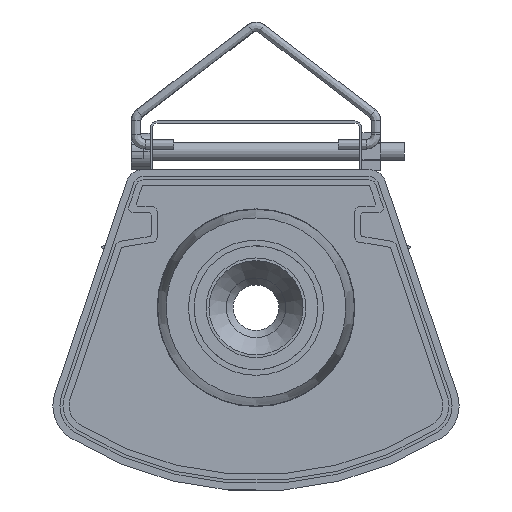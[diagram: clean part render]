
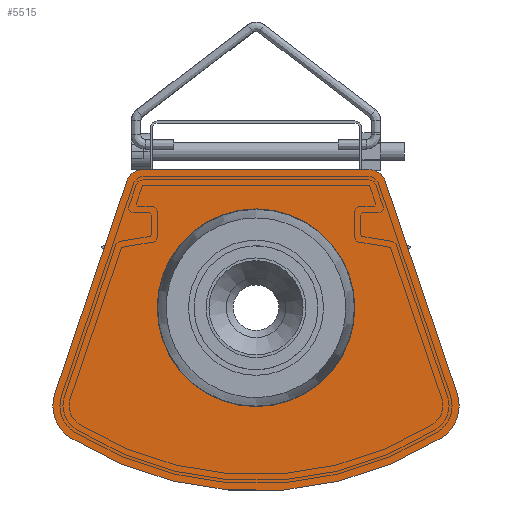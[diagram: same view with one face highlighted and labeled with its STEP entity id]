
A CAD part, front view. The second image highlights one B-rep face of the part: STEP entity #5515.
In plain terms, the highlighted planar face has unit normal (0, -1, 0).
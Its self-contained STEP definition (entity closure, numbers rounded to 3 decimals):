
#98 = EDGE_CURVE ( 'NONE', #14836, #9938, #11741, .T. ) ;
#263 = CARTESIAN_POINT ( 'NONE',  ( -39.305, -747.5, -67.419 ) ) ;
#430 = DIRECTION ( 'NONE',  ( 0., -1., 0. ) ) ;
#602 = EDGE_LOOP ( 'NONE', ( #12248 ) ) ;
#684 = AXIS2_PLACEMENT_3D ( 'NONE', #15169, #3438, #3962 ) ;
#983 = AXIS2_PLACEMENT_3D ( 'NONE', #14991, #2266, #14060 ) ;
#1197 = VERTEX_POINT ( 'NONE', #5565 ) ;
#1404 = CARTESIAN_POINT ( 'NONE',  ( 27.456, -747.5, -12.829 ) ) ;
#1647 = CARTESIAN_POINT ( 'NONE',  ( -24., -747.5, -10.351 ) ) ;
#1677 = EDGE_CURVE ( 'NONE', #10007, #11989, #5483, .T. ) ;
#2266 = DIRECTION ( 'NONE',  ( 0., -1., 0. ) ) ;
#2374 = EDGE_LOOP ( 'NONE', ( #6434, #3200, #9281, #2479, #5340, #12687, #6508, #7092 ) ) ;
#2479 = ORIENTED_EDGE ( 'NONE', *, *, #3373, .T. ) ;
#2529 = CIRCLE ( 'NONE', #10663, 8.149 ) ;
#2733 = DIRECTION ( 'NONE',  ( 0., -1., 0. ) ) ;
#2898 = CARTESIAN_POINT ( 'NONE',  ( 24., -747.5, -14. ) ) ;
#2905 = EDGE_CURVE ( 'NONE', #8823, #1197, #11936, .T. ) ;
#3100 = DIRECTION ( 'NONE',  ( 0., -1., 0. ) ) ;
#3200 = ORIENTED_EDGE ( 'NONE', *, *, #13071, .T. ) ;
#3373 = EDGE_CURVE ( 'NONE', #11989, #6249, #8265, .T. ) ;
#3438 = DIRECTION ( 'NONE',  ( 0., -1., 0. ) ) ;
#3449 = CARTESIAN_POINT ( 'NONE',  ( 0., -747.5, -12.5 ) ) ;
#3514 = CIRCLE ( 'NONE', #7929, 3.649 ) ;
#3962 = DIRECTION ( 'NONE',  ( 0., 0., 1. ) ) ;
#3993 = CIRCLE ( 'NONE', #6934, 20.999 ) ;
#4153 = CARTESIAN_POINT ( 'NONE',  ( -42.718, -747.5, -57.886 ) ) ;
#4314 = DIRECTION ( 'NONE',  ( 1., 0., 0. ) ) ;
#4918 = DIRECTION ( 'NONE',  ( -0.321, 0., 0.947 ) ) ;
#4940 = CARTESIAN_POINT ( 'NONE',  ( 39.305, -747.5, -67.419 ) ) ;
#4992 = EDGE_CURVE ( 'NONE', #1197, #5173, #3514, .T. ) ;
#5173 = VERTEX_POINT ( 'NONE', #5675 ) ;
#5340 = ORIENTED_EDGE ( 'NONE', *, *, #7617, .T. ) ;
#5344 = DIRECTION ( 'NONE',  ( 0., 0., 1. ) ) ;
#5436 = CARTESIAN_POINT ( 'NONE',  ( 42.718, -747.5, -57.886 ) ) ;
#5483 = CIRCLE ( 'NONE', #7432, 3.649 ) ;
#5515 = ADVANCED_FACE ( 'NONE', ( #10152, #10476 ), #10236, .F. ) ;
#5565 = CARTESIAN_POINT ( 'NONE',  ( 27.456, -747.5, -12.829 ) ) ;
#5675 = CARTESIAN_POINT ( 'NONE',  ( 24., -747.5, -10.351 ) ) ;
#5971 = DIRECTION ( 'NONE',  ( -0.321, 0., -0.947 ) ) ;
#5983 = DIRECTION ( 'NONE',  ( 0., 1., 0. ) ) ;
#6249 = VERTEX_POINT ( 'NONE', #4153 ) ;
#6434 = ORIENTED_EDGE ( 'NONE', *, *, #4992, .T. ) ;
#6508 = ORIENTED_EDGE ( 'NONE', *, *, #10911, .T. ) ;
#6671 = CARTESIAN_POINT ( 'NONE',  ( 0., -747.5, -18.701 ) ) ;
#6775 = VECTOR ( 'NONE', #5971, 1000. ) ;
#6934 = AXIS2_PLACEMENT_3D ( 'NONE', #7345, #5983, #13147 ) ;
#7085 = LINE ( 'NONE', #13312, #10974 ) ;
#7092 = ORIENTED_EDGE ( 'NONE', *, *, #2905, .T. ) ;
#7345 = CARTESIAN_POINT ( 'NONE',  ( 0., -747.5, -39.7 ) ) ;
#7432 = AXIS2_PLACEMENT_3D ( 'NONE', #12341, #430, #5344 ) ;
#7455 = AXIS2_PLACEMENT_3D ( 'NONE', #3449, #12781, #4314 ) ;
#7546 = CARTESIAN_POINT ( 'NONE',  ( -27.456, -747.5, -12.829 ) ) ;
#7617 = EDGE_CURVE ( 'NONE', #6249, #14836, #2529, .T. ) ;
#7765 = VECTOR ( 'NONE', #4918, 1000. ) ;
#7929 = AXIS2_PLACEMENT_3D ( 'NONE', #2898, #2733, #12366 ) ;
#8265 = LINE ( 'NONE', #11817, #6775 ) ;
#8770 = DIRECTION ( 'NONE',  ( -1., 0., 0. ) ) ;
#8823 = VERTEX_POINT ( 'NONE', #5436 ) ;
#9018 = EDGE_CURVE ( 'NONE', #10467, #10467, #3993, .T. ) ;
#9056 = DIRECTION ( 'NONE',  ( 0., 0., 1. ) ) ;
#9281 = ORIENTED_EDGE ( 'NONE', *, *, #1677, .T. ) ;
#9938 = VERTEX_POINT ( 'NONE', #4940 ) ;
#10007 = VERTEX_POINT ( 'NONE', #1647 ) ;
#10152 = FACE_BOUND ( 'NONE', #602, .T. ) ;
#10236 = PLANE ( 'NONE',  #7455 ) ;
#10467 = VERTEX_POINT ( 'NONE', #6671 ) ;
#10476 = FACE_OUTER_BOUND ( 'NONE', #2374, .T. ) ;
#10663 = AXIS2_PLACEMENT_3D ( 'NONE', #12514, #3100, #9056 ) ;
#10911 = EDGE_CURVE ( 'NONE', #9938, #8823, #12526, .T. ) ;
#10974 = VECTOR ( 'NONE', #8770, 1000. ) ;
#11741 = CIRCLE ( 'NONE', #684, 74.399 ) ;
#11817 = CARTESIAN_POINT ( 'NONE',  ( -42.718, -747.5, -57.886 ) ) ;
#11936 = LINE ( 'NONE', #1404, #7765 ) ;
#11989 = VERTEX_POINT ( 'NONE', #7546 ) ;
#12248 = ORIENTED_EDGE ( 'NONE', *, *, #9018, .T. ) ;
#12341 = CARTESIAN_POINT ( 'NONE',  ( -24., -747.5, -14. ) ) ;
#12366 = DIRECTION ( 'NONE',  ( 0., 0., 1. ) ) ;
#12514 = CARTESIAN_POINT ( 'NONE',  ( -35., -747.5, -60.5 ) ) ;
#12526 = CIRCLE ( 'NONE', #983, 8.149 ) ;
#12687 = ORIENTED_EDGE ( 'NONE', *, *, #98, .T. ) ;
#12781 = DIRECTION ( 'NONE',  ( 0., 1., 0. ) ) ;
#13071 = EDGE_CURVE ( 'NONE', #5173, #10007, #7085, .T. ) ;
#13147 = DIRECTION ( 'NONE',  ( 0., 0., 1. ) ) ;
#13312 = CARTESIAN_POINT ( 'NONE',  ( -24., -747.5, -10.351 ) ) ;
#14060 = DIRECTION ( 'NONE',  ( 0., 0., 1. ) ) ;
#14836 = VERTEX_POINT ( 'NONE', #263 ) ;
#14991 = CARTESIAN_POINT ( 'NONE',  ( 35., -747.5, -60.5 ) ) ;
#15169 = CARTESIAN_POINT ( 'NONE',  ( 0., -747.5, -4.25 ) ) ;
